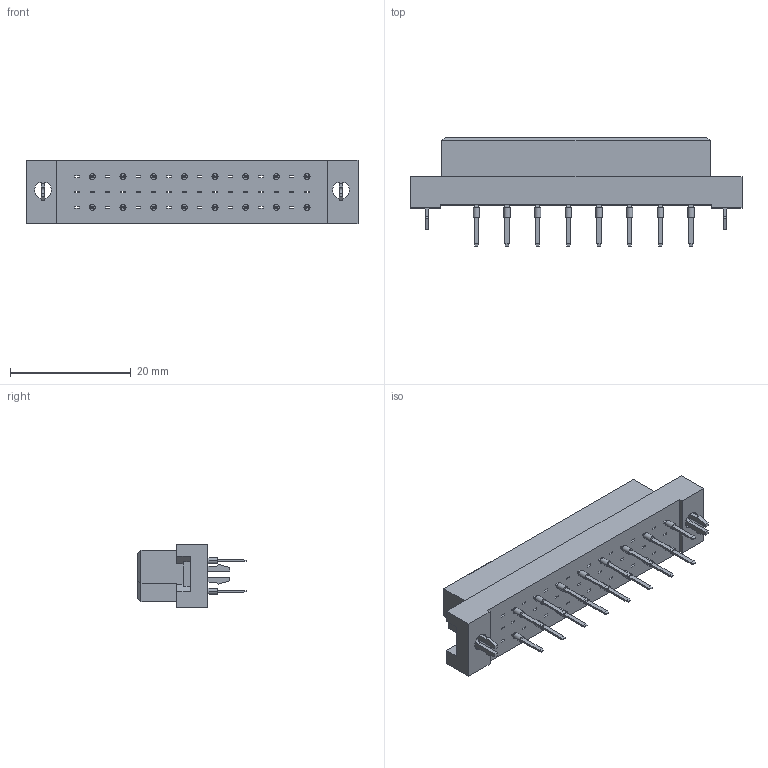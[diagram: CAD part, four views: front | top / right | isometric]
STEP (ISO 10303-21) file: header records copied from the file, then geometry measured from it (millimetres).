
FILE_DESCRIPTION (( 'STEP AP203' ), '1' );
FILE_NAME ('496-116-673-623.STEP', '2019-11-12T13:08:41', ( '' ), ( '' ), 'SwSTEP 2.0', 'SolidWorks 2020', '' );
FILE_SCHEMA (( 'CONFIG_CONTROL_DESIGN' ));
Length unit declared in the file: millimetre
Products named in the file (4): 496-290_73; 496-116-673-623; 496 Bore-lock; 496 Part_48
Assembly tree (19 placements, depth 2):
  496-116-673-623
    496 Part_48
    496-290_73  x16
    496 Bore-lock  x2
Bounding box: 55 x 17.9 x 10.6 mm (x, y, z)
Volume: 4661.8 mm3; surface area: 4720.7 mm2
Topology: 19 solids, 19 shells, 990 faces, 2352 edges, 1480 vertices
Faces by surface type: plane 952, cylinder 38
Entity records: 21186 total; most frequent: CARTESIAN_POINT 3546, ORIENTED_EDGE 3468, DIRECTION 3196, EDGE_CURVE 1734, VECTOR 1720, LINE 1720, VERTEX_POINT 1088, EDGE_LOOP 852
